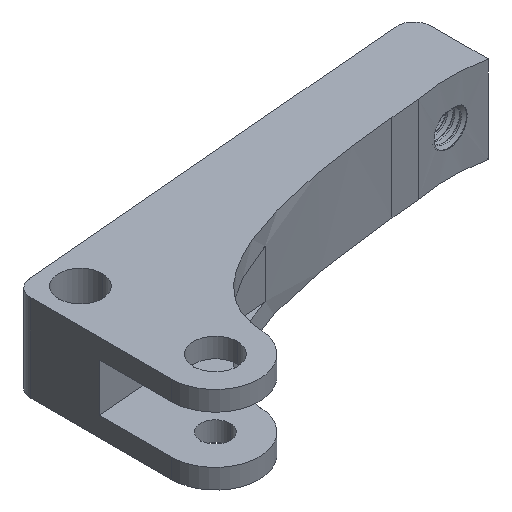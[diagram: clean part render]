
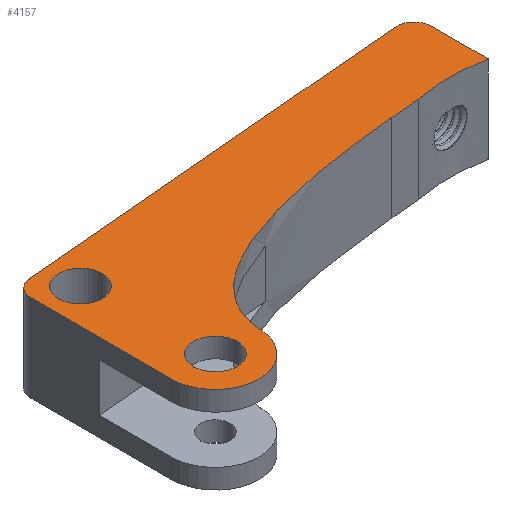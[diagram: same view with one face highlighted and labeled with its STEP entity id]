
A CAD part, isometric view. The second image highlights one B-rep face of the part: STEP entity #4157.
In plain terms, the highlighted planar face has unit normal (0, 0, 1).
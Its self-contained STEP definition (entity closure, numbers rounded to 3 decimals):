
#1 = CARTESIAN_POINT ( 'NONE',  ( -1.34, 15.32, 10. ) ) ;
#19 = EDGE_LOOP ( 'NONE', ( #4849, #3818 ) ) ;
#43 = VERTEX_POINT ( 'NONE', #4482 ) ;
#146 = CARTESIAN_POINT ( 'NONE',  ( 45., 0., 10. ) ) ;
#250 = CARTESIAN_POINT ( 'NONE',  ( 0., 5., 10. ) ) ;
#256 = CARTESIAN_POINT ( 'NONE',  ( 37., 18.675, 10. ) ) ;
#262 = DIRECTION ( 'NONE',  ( 0., -1., 0. ) ) ;
#285 = LINE ( 'NONE', #1788, #4657 ) ;
#308 = DIRECTION ( 'NONE',  ( -0.996, -0.087, 0. ) ) ;
#311 = ORIENTED_EDGE ( 'NONE', *, *, #4311, .T. ) ;
#413 = FACE_OUTER_BOUND ( 'NONE', #4129, .T. ) ;
#424 = EDGE_CURVE ( 'NONE', #2320, #3410, #4758, .T. ) ;
#431 = CARTESIAN_POINT ( 'NONE',  ( 0., 5., 10. ) ) ;
#461 = CARTESIAN_POINT ( 'NONE',  ( -2.5, 5., 10. ) ) ;
#488 = DIRECTION ( 'NONE',  ( 0., 0., 1. ) ) ;
#554 = DIRECTION ( 'NONE',  ( 1., 0., 0. ) ) ;
#602 = DIRECTION ( 'NONE',  ( 0., 0., 1. ) ) ;
#616 = DIRECTION ( 'NONE',  ( 0., 0., 1. ) ) ;
#657 = LINE ( 'NONE', #1444, #2125 ) ;
#665 = EDGE_CURVE ( 'NONE', #1248, #4663, #745, .T. ) ;
#745 = CIRCLE ( 'NONE', #3819, 2. ) ;
#916 = CARTESIAN_POINT ( 'NONE',  ( 45., 25.192, 10. ) ) ;
#952 = DIRECTION ( 'NONE',  ( 1., 0., 0. ) ) ;
#963 = VECTOR ( 'NONE', #1500, 1000. ) ;
#994 = ORIENTED_EDGE ( 'NONE', *, *, #1150, .T. ) ;
#1018 = DIRECTION ( 'NONE',  ( 1., 0., 0. ) ) ;
#1028 = CARTESIAN_POINT ( 'NONE',  ( 1.5, 19.5, 10. ) ) ;
#1150 = EDGE_CURVE ( 'NONE', #1837, #1568, #4370, .T. ) ;
#1248 = VERTEX_POINT ( 'NONE', #916 ) ;
#1301 = CARTESIAN_POINT ( 'NONE',  ( 33.658, 18.382, 10. ) ) ;
#1326 = EDGE_CURVE ( 'NONE', #4273, #4395, #2398, .T. ) ;
#1344 = CIRCLE ( 'NONE', #4087, 2.5 ) ;
#1359 = AXIS2_PLACEMENT_3D ( 'NONE', #4648, #4331, #952 ) ;
#1382 = CARTESIAN_POINT ( 'NONE',  ( 42.826, 27.184, 10. ) ) ;
#1444 = CARTESIAN_POINT ( 'NONE',  ( -5., 0., 10. ) ) ;
#1471 = ORIENTED_EDGE ( 'NONE', *, *, #4100, .T. ) ;
#1492 = EDGE_LOOP ( 'NONE', ( #4690, #1861 ) ) ;
#1500 = DIRECTION ( 'NONE',  ( 0.996, 0.087, 0. ) ) ;
#1508 = EDGE_CURVE ( 'NONE', #3410, #2320, #1344, .T. ) ;
#1523 = CARTESIAN_POINT ( 'NONE',  ( 14.881, 16.739, 10. ) ) ;
#1565 = DIRECTION ( 'NONE',  ( 1., 0., 0. ) ) ;
#1568 = VERTEX_POINT ( 'NONE', #2113 ) ;
#1620 = CARTESIAN_POINT ( 'NONE',  ( 0., 0., 10. ) ) ;
#1662 = CIRCLE ( 'NONE', #3953, 2.5 ) ;
#1685 = LINE ( 'NONE', #146, #3710 ) ;
#1757 = CARTESIAN_POINT ( 'NONE',  ( -1., 19.5, 10. ) ) ;
#1788 = CARTESIAN_POINT ( 'NONE',  ( -2.035, 23.259, 10. ) ) ;
#1837 = VERTEX_POINT ( 'NONE', #3553 ) ;
#1856 = VERTEX_POINT ( 'NONE', #2681 ) ;
#1861 = ORIENTED_EDGE ( 'NONE', *, *, #424, .F. ) ;
#1864 = DIRECTION ( 'NONE',  ( 1., 0., 0. ) ) ;
#1993 = CARTESIAN_POINT ( 'NONE',  ( 33.658, 18.382, 10. ) ) ;
#2043 = AXIS2_PLACEMENT_3D ( 'NONE', #4660, #3926, #554 ) ;
#2109 = ORIENTED_EDGE ( 'NONE', *, *, #4786, .T. ) ;
#2113 = CARTESIAN_POINT ( 'NONE',  ( 4.995, 4.777, 10. ) ) ;
#2125 = VECTOR ( 'NONE', #262, 1000. ) ;
#2150 = AXIS2_PLACEMENT_3D ( 'NONE', #431, #3732, #1565 ) ;
#2179 = EDGE_CURVE ( 'NONE', #3951, #1837, #657, .T. ) ;
#2180 = CARTESIAN_POINT ( 'NONE',  ( 2.5, 5., 10. ) ) ;
#2220 = DIRECTION ( 'NONE',  ( 0., 0., 1. ) ) ;
#2320 = VERTEX_POINT ( 'NONE', #461 ) ;
#2384 = ORIENTED_EDGE ( 'NONE', *, *, #3346, .T. ) ;
#2398 = CIRCLE ( 'NONE', #2043, 2.5 ) ;
#2573 = B_SPLINE_CURVE_WITH_KNOTS ( 'NONE', 3,
 ( #2721, #3817, #1523, #1993 ),
 .UNSPECIFIED., .F., .F.,
 ( 4, 4 ),
 ( 0., 1. ),
 .UNSPECIFIED. ) ;
#2577 = EDGE_CURVE ( 'NONE', #1856, #3144, #4494, .T. ) ;
#2671 = ORIENTED_EDGE ( 'NONE', *, *, #2577, .F. ) ;
#2672 = EDGE_CURVE ( 'NONE', #1856, #1248, #1685, .T. ) ;
#2681 = CARTESIAN_POINT ( 'NONE',  ( 45., 18.675, 10. ) ) ;
#2686 = VERTEX_POINT ( 'NONE', #1301 ) ;
#2721 = CARTESIAN_POINT ( 'NONE',  ( 4.995, 4.777, 10. ) ) ;
#2742 = DIRECTION ( 'NONE',  ( 1., 0., 0. ) ) ;
#2842 = AXIS2_PLACEMENT_3D ( 'NONE', #3864, #488, #2742 ) ;
#2867 = CARTESIAN_POINT ( 'NONE',  ( -3.5, 19.5, 10. ) ) ;
#2913 = CIRCLE ( 'NONE', #1359, 2. ) ;
#2941 = CARTESIAN_POINT ( 'NONE',  ( 0., 5., 10. ) ) ;
#2942 = AXIS2_PLACEMENT_3D ( 'NONE', #2941, #616, #3664 ) ;
#3079 = DIRECTION ( 'NONE',  ( 1., 0., 0. ) ) ;
#3131 = DIRECTION ( 'NONE',  ( 0., 0., 1. ) ) ;
#3144 = VERTEX_POINT ( 'NONE', #256 ) ;
#3175 = EDGE_CURVE ( 'NONE', #4395, #4273, #1662, .T. ) ;
#3346 = EDGE_CURVE ( 'NONE', #43, #3951, #2913, .T. ) ;
#3398 = ORIENTED_EDGE ( 'NONE', *, *, #2672, .T. ) ;
#3410 = VERTEX_POINT ( 'NONE', #2180 ) ;
#3451 = FACE_BOUND ( 'NONE', #19, .T. ) ;
#3553 = CARTESIAN_POINT ( 'NONE',  ( -5., 5., 10. ) ) ;
#3638 = ORIENTED_EDGE ( 'NONE', *, *, #665, .T. ) ;
#3664 = DIRECTION ( 'NONE',  ( 1., 0., 0. ) ) ;
#3710 = VECTOR ( 'NONE', #4668, 1000. ) ;
#3732 = DIRECTION ( 'NONE',  ( 0., 0., 1. ) ) ;
#3786 = FACE_BOUND ( 'NONE', #1492, .T. ) ;
#3792 = AXIS2_PLACEMENT_3D ( 'NONE', #1620, #3131, #3079 ) ;
#3817 = CARTESIAN_POINT ( 'NONE',  ( 5.327, 12.204, 10. ) ) ;
#3818 = ORIENTED_EDGE ( 'NONE', *, *, #1326, .F. ) ;
#3819 = AXIS2_PLACEMENT_3D ( 'NONE', #4451, #2220, #1864 ) ;
#3864 = CARTESIAN_POINT ( 'NONE',  ( 41., -0.921, 10. ) ) ;
#3869 = PLANE ( 'NONE',  #3792 ) ;
#3926 = DIRECTION ( 'NONE',  ( 0., 0., 1. ) ) ;
#3951 = VERTEX_POINT ( 'NONE', #4611 ) ;
#3953 = AXIS2_PLACEMENT_3D ( 'NONE', #1757, #3977, #1018 ) ;
#3977 = DIRECTION ( 'NONE',  ( 0., 0., 1. ) ) ;
#4086 = LINE ( 'NONE', #1, #963 ) ;
#4087 = AXIS2_PLACEMENT_3D ( 'NONE', #250, #602, #4365 ) ;
#4100 = EDGE_CURVE ( 'NONE', #1568, #2686, #2573, .T. ) ;
#4129 = EDGE_LOOP ( 'NONE', ( #311, #2384, #4389, #994, #1471, #2109, #2671, #3398, #3638 ) ) ;
#4157 = ADVANCED_FACE ( 'NONE', ( #3786, #413, #3451 ), #3869, .T. ) ;
#4273 = VERTEX_POINT ( 'NONE', #1028 ) ;
#4311 = EDGE_CURVE ( 'NONE', #4663, #43, #285, .T. ) ;
#4331 = DIRECTION ( 'NONE',  ( 0., 0., 1. ) ) ;
#4365 = DIRECTION ( 'NONE',  ( 1., 0., 0. ) ) ;
#4370 = CIRCLE ( 'NONE', #2150, 5. ) ;
#4389 = ORIENTED_EDGE ( 'NONE', *, *, #2179, .T. ) ;
#4395 = VERTEX_POINT ( 'NONE', #2867 ) ;
#4451 = CARTESIAN_POINT ( 'NONE',  ( 43., 25.192, 10. ) ) ;
#4482 = CARTESIAN_POINT ( 'NONE',  ( -3.174, 23.16, 10. ) ) ;
#4494 = CIRCLE ( 'NONE', #2842, 20. ) ;
#4611 = CARTESIAN_POINT ( 'NONE',  ( -5., 21.167, 10. ) ) ;
#4648 = CARTESIAN_POINT ( 'NONE',  ( -3., 21.167, 10. ) ) ;
#4657 = VECTOR ( 'NONE', #308, 1000. ) ;
#4660 = CARTESIAN_POINT ( 'NONE',  ( -1., 19.5, 10. ) ) ;
#4663 = VERTEX_POINT ( 'NONE', #1382 ) ;
#4668 = DIRECTION ( 'NONE',  ( 0., 1., 0. ) ) ;
#4690 = ORIENTED_EDGE ( 'NONE', *, *, #1508, .F. ) ;
#4758 = CIRCLE ( 'NONE', #2942, 2.5 ) ;
#4786 = EDGE_CURVE ( 'NONE', #2686, #3144, #4086, .T. ) ;
#4849 = ORIENTED_EDGE ( 'NONE', *, *, #3175, .F. ) ;
